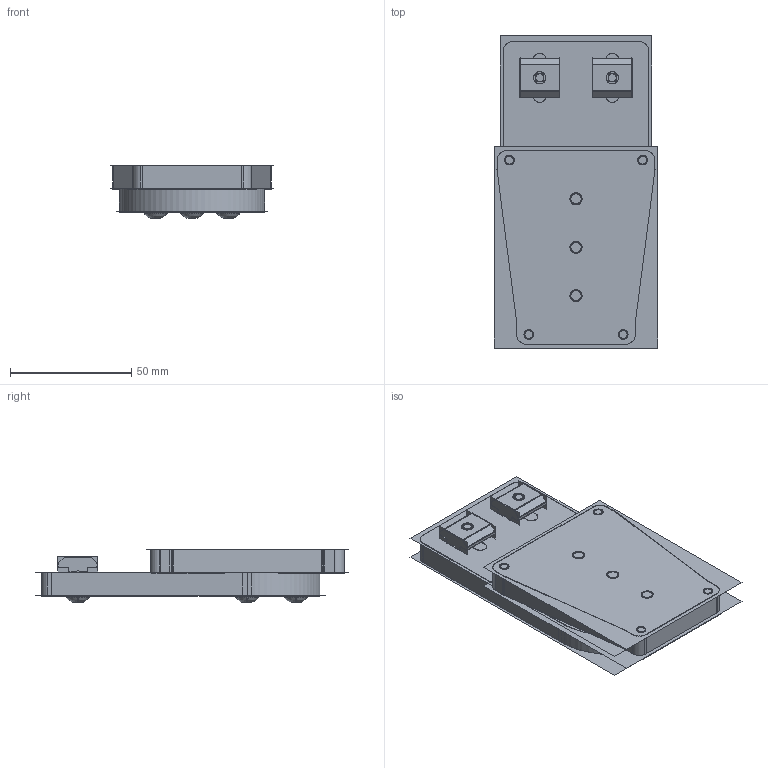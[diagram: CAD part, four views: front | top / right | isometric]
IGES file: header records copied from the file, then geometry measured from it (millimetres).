
Start section:  PTC IGES file: 152118.igs
Global section: file name: 152118.igs; native system: Creo Parametric by PTC Inc.; preprocessor: 2016260; author: PDMAdmin; organization: Unknown; date: 20170626.095258; units: millimetre
Bounding box: 67.6 x 128.9 x 22.04 mm (x, y, z)
Volume: 105244.8 mm3; surface area: 160993.9 mm2
Topology: 9 solids, 15 shells, 396 faces, 2322 edges, 3148 vertices
Faces by surface type: revolution 218, bspline 178
